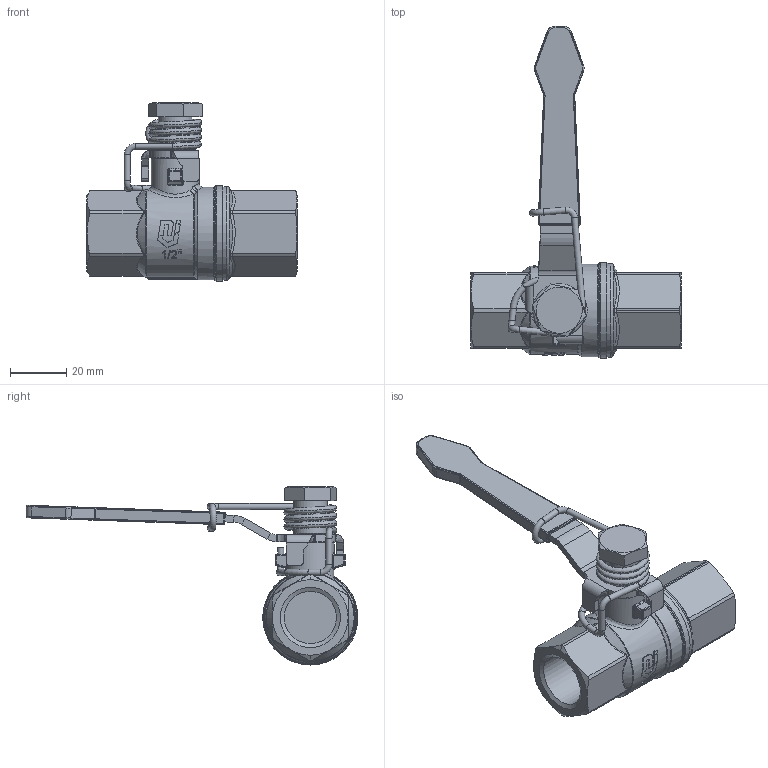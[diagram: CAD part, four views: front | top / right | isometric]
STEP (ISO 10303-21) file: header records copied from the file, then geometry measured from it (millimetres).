
FILE_DESCRIPTION(('HOOPS Exchange Step'),'2;1');
FILE_NAME('GK13_DN15.stp','2025-12-10T14:14:15+01:00',('nieru'),('Unknown organisation'),'HOOPS Exchange 2024.2','HOOPS Exchange','Unknown authorisation');
FILE_SCHEMA( ('AP203_CONFIGURATION_CONTROLLED_3D_DESIGN_OF_MECHANICAL_PARTS_AND_ASSEMBLIES_MIM_LF') );
Length unit declared in the file: millimetre
Products named in the file (2): 0; root
Assembly tree (1 placements, depth 2):
  root
    0
Bounding box: 75 x 118.48 x 63.6 mm (x, y, z)
Volume: 54829.8 mm3; surface area: 19123 mm2
Topology: 1 solids, 1 shells, 617 faces, 1679 edges, 1078 vertices
Faces by surface type: bspline 188, plane 173, cylinder 164, torus 49, cone 25, sphere 18
Full cylindrical faces by diameter (mm): 2.2 x8, 8.98 x1, 12 x1, 17 x1, 18.631 x2, 33 x1, 33.5 x1, 34 x1
Entity records: 28491 total; most frequent: CARTESIAN_POINT 14384, ORIENTED_EDGE 3330, DIRECTION 2158, EDGE_CURVE 1665, VERTEX_POINT 1078, AXIS2_PLACEMENT_3D 836, B_SPLINE_CURVE_WITH_KNOTS 689, EDGE_LOOP 651
